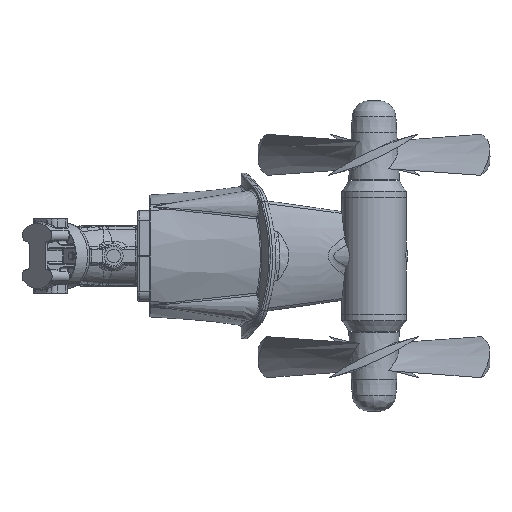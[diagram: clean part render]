
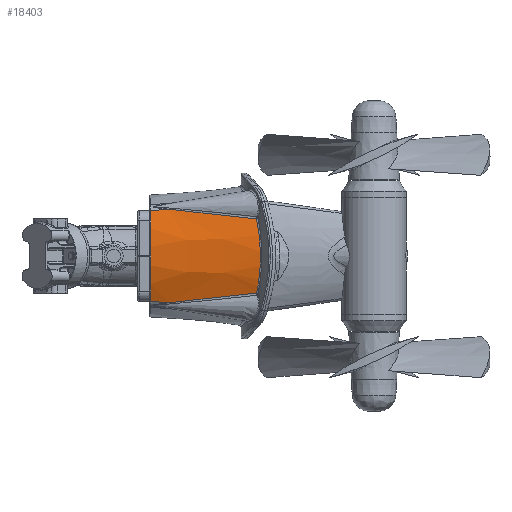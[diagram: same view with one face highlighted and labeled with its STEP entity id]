
A CAD part, left-side view. The second image highlights one B-rep face of the part: STEP entity #18403.
In plain terms, the highlighted conical face has half-angle 5 degrees and reference radius 175 mm.
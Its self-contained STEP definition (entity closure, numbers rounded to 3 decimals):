
#1831=CONICAL_SURFACE('',#19949,175.,5.);
#2146=B_SPLINE_CURVE_WITH_KNOTS('',3,(#29927,#29928,#29929,#29930,#29931,
#29932,#29933),.UNSPECIFIED.,.F.,.F.,(4,1,1,1,4),(-14.311,-6.133,
-2.044,-1.022,0.),.UNSPECIFIED.);
#2147=B_SPLINE_CURVE_WITH_KNOTS('',3,(#29935,#29936,#29937,#29938,#29939,
#29940,#29941,#29942,#29943),.UNSPECIFIED.,.F.,.F.,(4,1,1,1,1,1,4),(-21.343,
-19.571,-17.799,-16.027,-14.255,
-10.712,-8.94),.UNSPECIFIED.);
#2148=B_SPLINE_CURVE_WITH_KNOTS('',3,(#29945,#29946,#29947,#29948,#29949,
#29950,#29951,#29952),.UNSPECIFIED.,.F.,.F.,(4,1,1,1,1,4),(-15.431,
-14.409,-13.387,-11.342,-7.253,
-1.12),.UNSPECIFIED.);
#2149=B_SPLINE_CURVE_WITH_KNOTS('',3,(#29954,#29955,#29956,#29957),
 .UNSPECIFIED.,.F.,.F.,(4,4),(2.009,5.104),
 .UNSPECIFIED.);
#2150=B_SPLINE_CURVE_WITH_KNOTS('',3,(#29960,#29961,#29962,#29963),
 .UNSPECIFIED.,.F.,.F.,(4,4),(-5.104,-2.009),
 .UNSPECIFIED.);
#3822=FACE_OUTER_BOUND('',#5311,.T.);
#5311=EDGE_LOOP('',(#12821,#12822,#12823,#12824,#12825,#12826));
#6485=CIRCLE('',#19950,175.);
#7756=VERTEX_POINT('',#29925);
#7757=VERTEX_POINT('',#29926);
#7758=VERTEX_POINT('',#29934);
#7759=VERTEX_POINT('',#29944);
#7760=VERTEX_POINT('',#29953);
#7761=VERTEX_POINT('',#29958);
#9551=EDGE_CURVE('',#7756,#7757,#2146,.T.);
#9552=EDGE_CURVE('',#7758,#7756,#2147,.T.);
#9553=EDGE_CURVE('',#7759,#7758,#2148,.T.);
#9554=EDGE_CURVE('',#7760,#7759,#2149,.T.);
#9555=EDGE_CURVE('',#7761,#7760,#6485,.T.);
#9556=EDGE_CURVE('',#7757,#7761,#2150,.T.);
#12821=ORIENTED_EDGE('',*,*,#9551,.F.);
#12822=ORIENTED_EDGE('',*,*,#9552,.F.);
#12823=ORIENTED_EDGE('',*,*,#9553,.F.);
#12824=ORIENTED_EDGE('',*,*,#9554,.F.);
#12825=ORIENTED_EDGE('',*,*,#9555,.F.);
#12826=ORIENTED_EDGE('',*,*,#9556,.F.);
#18403=ADVANCED_FACE('',(#3822),#1831,.T.);
#19949=AXIS2_PLACEMENT_3D('',#29924,#22697,#22698);
#19950=AXIS2_PLACEMENT_3D('',#29959,#22699,#22700);
#22697=DIRECTION('center_axis',(0.,-1.,0.));
#22698=DIRECTION('ref_axis',(-0.889,0.,-0.457));
#22699=DIRECTION('center_axis',(0.,1.,0.));
#22700=DIRECTION('ref_axis',(-0.889,0.,-0.457));
#29924=CARTESIAN_POINT('Origin',(79.54,264.706,0.));
#29925=CARTESIAN_POINT('',(-100.796,93.093,-59.867));
#29926=CARTESIAN_POINT('',(-81.267,233.888,-75.611));
#29927=CARTESIAN_POINT('Ctrl Pts',(-100.796,93.093,-59.867));
#29928=CARTESIAN_POINT('Ctrl Pts',(-97.336,119.954,-62.83));
#29929=CARTESIAN_POINT('Ctrl Pts',(-92.005,160.243,-67.139));
#29930=CARTESIAN_POINT('Ctrl Pts',(-85.891,203.838,-71.806));
#29931=CARTESIAN_POINT('Ctrl Pts',(-82.881,223.902,-74.213));
#29932=CARTESIAN_POINT('Ctrl Pts',(-81.824,230.568,-75.108));
#29933=CARTESIAN_POINT('Ctrl Pts',(-81.267,233.888,-75.611));
#29934=CARTESIAN_POINT('',(-100.796,93.093,59.867));
#29935=CARTESIAN_POINT('Ctrl Pts',(-100.796,93.093,59.867));
#29936=CARTESIAN_POINT('Ctrl Pts',(-102.687,92.027,54.466));
#29937=CARTESIAN_POINT('Ctrl Pts',(-105.99,90.092,43.412));
#29938=CARTESIAN_POINT('Ctrl Pts',(-109.381,87.999,26.222));
#29939=CARTESIAN_POINT('Ctrl Pts',(-111.079,86.92,8.728));
#29940=CARTESIAN_POINT('Ctrl Pts',(-111.089,86.908,-14.549));
#29941=CARTESIAN_POINT('Ctrl Pts',(-107.653,89.111,-37.889));
#29942=CARTESIAN_POINT('Ctrl Pts',(-102.687,92.027,-54.466));
#29943=CARTESIAN_POINT('Ctrl Pts',(-100.796,93.093,-59.867));
#29944=CARTESIAN_POINT('',(-81.267,233.888,75.611));
#29945=CARTESIAN_POINT('Ctrl Pts',(-81.267,233.888,75.611));
#29946=CARTESIAN_POINT('Ctrl Pts',(-81.824,230.568,75.108));
#29947=CARTESIAN_POINT('Ctrl Pts',(-82.88,223.902,74.216));
#29948=CARTESIAN_POINT('Ctrl Pts',(-84.891,210.527,72.601));
#29949=CARTESIAN_POINT('Ctrl Pts',(-88.257,187.075,69.998));
#29950=CARTESIAN_POINT('Ctrl Pts',(-93.786,146.812,65.713));
#29951=CARTESIAN_POINT('Ctrl Pts',(-98.201,113.239,62.09));
#29952=CARTESIAN_POINT('Ctrl Pts',(-100.796,93.093,59.867));
#29953=CARTESIAN_POINT('',(-79.291,264.706,73.469));
#29954=CARTESIAN_POINT('Ctrl Pts',(-79.291,264.706,73.469));
#29955=CARTESIAN_POINT('Ctrl Pts',(-79.95,254.434,74.184));
#29956=CARTESIAN_POINT('Ctrl Pts',(-80.609,244.161,74.898));
#29957=CARTESIAN_POINT('Ctrl Pts',(-81.267,233.888,75.611));
#29958=CARTESIAN_POINT('',(-79.291,264.706,-73.469));
#29959=CARTESIAN_POINT('Origin',(79.54,264.706,0.));
#29960=CARTESIAN_POINT('Ctrl Pts',(-81.267,233.888,-75.611));
#29961=CARTESIAN_POINT('Ctrl Pts',(-80.609,244.161,-74.898));
#29962=CARTESIAN_POINT('Ctrl Pts',(-79.95,254.434,-74.184));
#29963=CARTESIAN_POINT('Ctrl Pts',(-79.291,264.706,-73.469));
